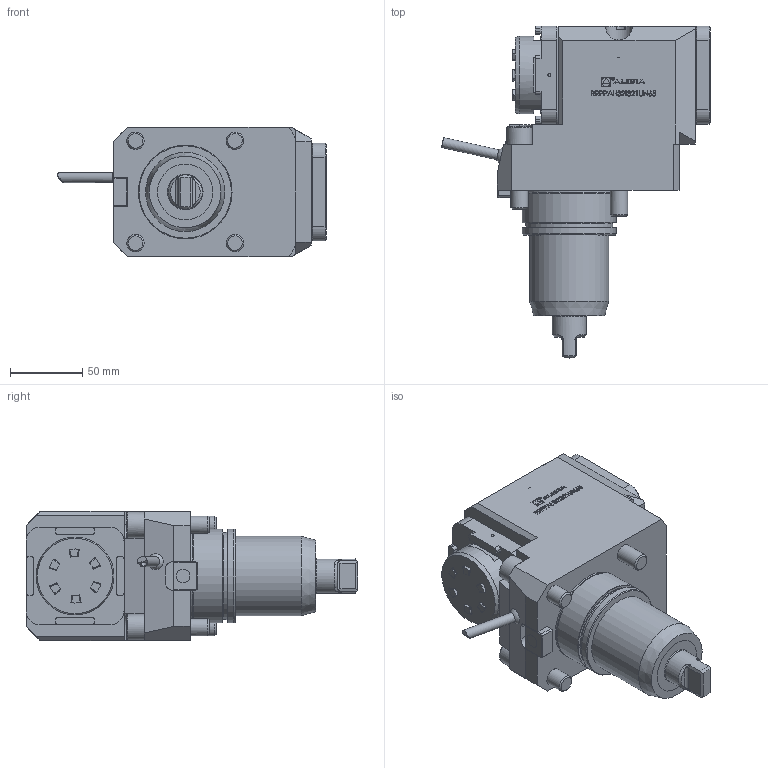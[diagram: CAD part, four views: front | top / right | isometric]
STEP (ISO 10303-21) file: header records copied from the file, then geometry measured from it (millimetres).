
FILE_DESCRIPTION (( 'STEP AP214' ), '1' );
FILE_NAME ('RRPPAH32I321UN65.STEP', '2025-09-18T15:16:39', ( '' ), ( '' ), 'SwSTEP 2.0', 'SolidWorks 2023', '' );
FILE_SCHEMA (( 'AUTOMOTIVE_DESIGN' ));
Length unit declared in the file: millimetre
Products named in the file (1): RRPPAH32I321UN65
Bounding box: 186.59 x 230.3 x 90 mm (x, y, z)
Volume: 1469714.6 mm3; surface area: 104422.5 mm2
Topology: 1 solids, 1 shells, 654 faces, 1711 edges, 1124 vertices
Faces by surface type: plane 370, bspline 119, cylinder 117, cone 39, torus 8, sphere 1
Full cylindrical faces by diameter (mm): 1.7 x1, 2.1 x1, 4 x1, 6.366 x1, 7 x1, 12 x4, 18 x4, 18.5 x2, 23.7 x1, 54 x1, 55 x1, 60.5 x1, 64.6 x1, 65 x2
Entity records: 29862 total; most frequent: CARTESIAN_POINT 11121, ORIENTED_EDGE 3308, DIRECTION 2719, EDGE_CURVE 1654, VERTEX_POINT 1108, LINE 1039, VECTOR 1039, AXIS2_PLACEMENT_3D 840
